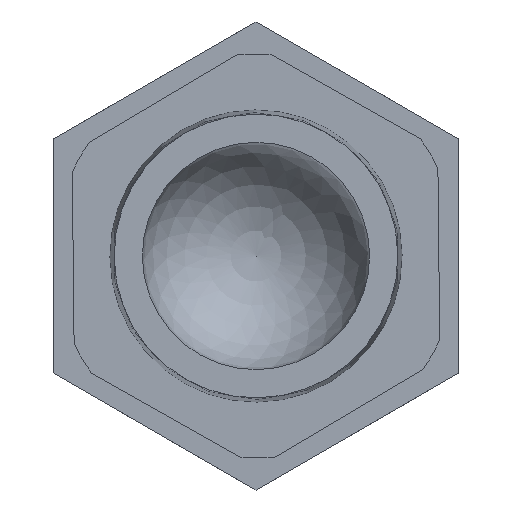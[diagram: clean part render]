
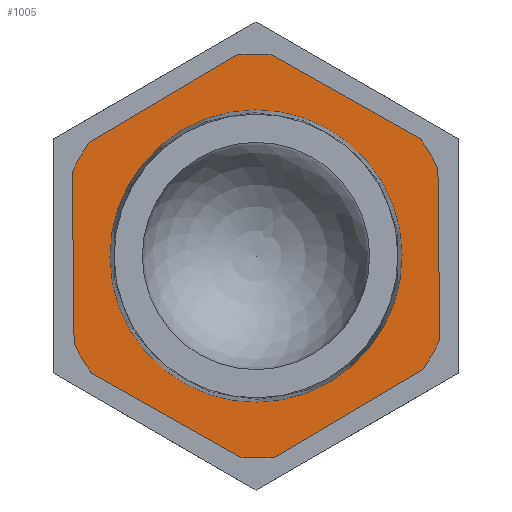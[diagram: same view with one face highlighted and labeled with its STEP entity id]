
A CAD part, front view. The second image highlights one B-rep face of the part: STEP entity #1005.
In plain terms, the highlighted planar face has unit normal (0, -1, 0).
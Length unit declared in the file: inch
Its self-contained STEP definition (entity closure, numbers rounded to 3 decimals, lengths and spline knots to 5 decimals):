
#73=FACE_BOUND('',#237,.T.);
#86=CIRCLE('',#1131,0.555);
#87=CIRCLE('',#1133,0.555);
#88=CIRCLE('',#1135,0.555);
#89=CIRCLE('',#1137,0.555);
#90=CIRCLE('',#1139,0.555);
#102=CIRCLE('',#1156,0.40156);
#103=CIRCLE('',#1157,0.40156);
#104=CIRCLE('',#1159,0.555);
#178=FACE_OUTER_BOUND('',#236,.T.);
#236=EDGE_LOOP('',(#742,#743,#744,#745,#746,#747,#748,#749,#750,#751,#752,
#753));
#237=EDGE_LOOP('',(#754,#755));
#280=LINE('',#1617,#342);
#284=LINE('',#1626,#346);
#288=LINE('',#1635,#350);
#292=LINE('',#1644,#354);
#296=LINE('',#1653,#358);
#300=LINE('',#1662,#362);
#342=VECTOR('',#1265,0.3937);
#346=VECTOR('',#1271,0.3937);
#350=VECTOR('',#1277,0.3937);
#354=VECTOR('',#1283,0.3937);
#358=VECTOR('',#1289,0.3937);
#362=VECTOR('',#1295,0.3937);
#403=VERTEX_POINT('',#1613);
#405=VERTEX_POINT('',#1616);
#407=VERTEX_POINT('',#1622);
#409=VERTEX_POINT('',#1625);
#411=VERTEX_POINT('',#1631);
#413=VERTEX_POINT('',#1634);
#415=VERTEX_POINT('',#1640);
#417=VERTEX_POINT('',#1643);
#419=VERTEX_POINT('',#1649);
#421=VERTEX_POINT('',#1652);
#423=VERTEX_POINT('',#1658);
#425=VERTEX_POINT('',#1661);
#440=VERTEX_POINT('',#1716);
#441=VERTEX_POINT('',#1717);
#510=EDGE_CURVE('',#405,#403,#280,.T.);
#514=EDGE_CURVE('',#409,#407,#284,.T.);
#518=EDGE_CURVE('',#413,#411,#288,.T.);
#522=EDGE_CURVE('',#417,#415,#292,.T.);
#526=EDGE_CURVE('',#421,#419,#296,.T.);
#530=EDGE_CURVE('',#425,#423,#300,.T.);
#541=EDGE_CURVE('',#421,#423,#86,.T.);
#542=EDGE_CURVE('',#417,#419,#87,.T.);
#543=EDGE_CURVE('',#413,#415,#88,.T.);
#544=EDGE_CURVE('',#409,#411,#89,.T.);
#545=EDGE_CURVE('',#405,#407,#90,.T.);
#559=EDGE_CURVE('',#440,#441,#102,.T.);
#560=EDGE_CURVE('',#441,#440,#103,.T.);
#562=EDGE_CURVE('',#425,#403,#104,.T.);
#742=ORIENTED_EDGE('',*,*,#510,.T.);
#743=ORIENTED_EDGE('',*,*,#562,.F.);
#744=ORIENTED_EDGE('',*,*,#530,.T.);
#745=ORIENTED_EDGE('',*,*,#541,.F.);
#746=ORIENTED_EDGE('',*,*,#526,.T.);
#747=ORIENTED_EDGE('',*,*,#542,.F.);
#748=ORIENTED_EDGE('',*,*,#522,.T.);
#749=ORIENTED_EDGE('',*,*,#543,.F.);
#750=ORIENTED_EDGE('',*,*,#518,.T.);
#751=ORIENTED_EDGE('',*,*,#544,.F.);
#752=ORIENTED_EDGE('',*,*,#514,.T.);
#753=ORIENTED_EDGE('',*,*,#545,.F.);
#754=ORIENTED_EDGE('',*,*,#559,.T.);
#755=ORIENTED_EDGE('',*,*,#560,.T.);
#971=PLANE('',#1158);
#1005=ADVANCED_FACE('',(#178,#73),#971,.T.);
#1131=AXIS2_PLACEMENT_3D('',#1678,#1318,#1319);
#1133=AXIS2_PLACEMENT_3D('',#1680,#1322,#1323);
#1135=AXIS2_PLACEMENT_3D('',#1682,#1326,#1327);
#1137=AXIS2_PLACEMENT_3D('',#1684,#1330,#1331);
#1139=AXIS2_PLACEMENT_3D('',#1686,#1334,#1335);
#1156=AXIS2_PLACEMENT_3D('',#1718,#1370,#1371);
#1157=AXIS2_PLACEMENT_3D('',#1719,#1372,#1373);
#1158=AXIS2_PLACEMENT_3D('',#1721,#1375,#1376);
#1159=AXIS2_PLACEMENT_3D('',#1722,#1377,#1378);
#1265=DIRECTION('',(1.,0.,0.));
#1271=DIRECTION('',(0.5,0.,-0.866));
#1277=DIRECTION('',(-0.5,0.,-0.866));
#1283=DIRECTION('',(-1.,0.,0.));
#1289=DIRECTION('',(-0.5,0.,0.866));
#1295=DIRECTION('',(0.5,0.,0.866));
#1318=DIRECTION('center_axis',(0.,1.,0.));
#1319=DIRECTION('ref_axis',(1.,0.,0.));
#1322=DIRECTION('center_axis',(0.,1.,0.));
#1323=DIRECTION('ref_axis',(1.,0.,0.));
#1326=DIRECTION('center_axis',(0.,1.,0.));
#1327=DIRECTION('ref_axis',(1.,0.,0.));
#1330=DIRECTION('center_axis',(0.,1.,0.));
#1331=DIRECTION('ref_axis',(1.,0.,0.));
#1334=DIRECTION('center_axis',(0.,1.,0.));
#1335=DIRECTION('ref_axis',(1.,0.,0.));
#1370=DIRECTION('center_axis',(0.,1.,0.));
#1371=DIRECTION('ref_axis',(1.,0.,0.));
#1372=DIRECTION('center_axis',(0.,1.,0.));
#1373=DIRECTION('ref_axis',(1.,0.,0.));
#1375=DIRECTION('center_axis',(0.,-1.,0.));
#1376=DIRECTION('ref_axis',(0.,0.,-1.));
#1377=DIRECTION('center_axis',(0.,1.,0.));
#1378=DIRECTION('ref_axis',(1.,0.,0.));
#1613=CARTESIAN_POINT('',(0.23562,0.56,-0.5025));
#1616=CARTESIAN_POINT('',(-0.23562,0.56,-0.5025));
#1617=CARTESIAN_POINT('',(-0.42256,0.56,-0.5025));
#1622=CARTESIAN_POINT('',(-0.31737,0.56,-0.45531));
#1625=CARTESIAN_POINT('',(-0.55299,0.56,-0.04719));
#1626=CARTESIAN_POINT('',(-0.57708,0.56,-0.00546));
#1631=CARTESIAN_POINT('',(-0.55299,0.56,0.04719));
#1634=CARTESIAN_POINT('',(-0.31737,0.56,0.45531));
#1635=CARTESIAN_POINT('',(-0.43202,0.56,0.25671));
#1640=CARTESIAN_POINT('',(-0.23562,0.56,0.5025));
#1643=CARTESIAN_POINT('',(0.23562,0.56,0.5025));
#1644=CARTESIAN_POINT('',(-0.13244,0.56,0.5025));
#1649=CARTESIAN_POINT('',(0.31737,0.56,0.45531));
#1652=CARTESIAN_POINT('',(0.55299,0.56,0.04719));
#1653=CARTESIAN_POINT('',(0.43833,0.56,0.24579));
#1658=CARTESIAN_POINT('',(0.55299,0.56,-0.04719));
#1661=CARTESIAN_POINT('',(0.31737,0.56,-0.45531));
#1662=CARTESIAN_POINT('',(0.29327,0.56,-0.49704));
#1678=CARTESIAN_POINT('Origin',(0.,0.56,0.));
#1680=CARTESIAN_POINT('Origin',(0.,0.56,0.));
#1682=CARTESIAN_POINT('Origin',(0.,0.56,0.));
#1684=CARTESIAN_POINT('Origin',(0.,0.56,0.));
#1686=CARTESIAN_POINT('Origin',(0.,0.56,0.));
#1716=CARTESIAN_POINT('',(-0.40156,0.56,0.));
#1717=CARTESIAN_POINT('',(0.40156,0.56,0.));
#1718=CARTESIAN_POINT('Origin',(0.,0.56,0.));
#1719=CARTESIAN_POINT('Origin',(0.,0.56,0.));
#1721=CARTESIAN_POINT('Origin',(-0.555,0.56,0.));
#1722=CARTESIAN_POINT('Origin',(0.,0.56,0.));
